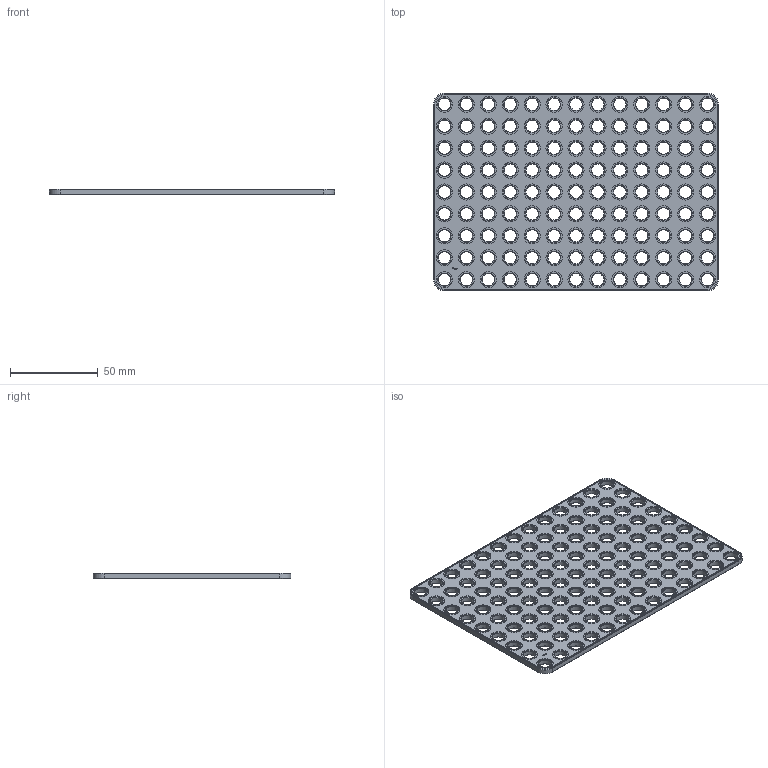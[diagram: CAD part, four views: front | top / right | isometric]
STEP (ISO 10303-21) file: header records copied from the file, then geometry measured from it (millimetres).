
FILE_DESCRIPTION(('FreeCAD Model'),'2;1');
FILE_NAME('Open CASCADE Shape Model','2024-10-08T18:39:00',(''),(''), 'Open CASCADE STEP processor 7.7','FreeCAD','Unknown');
FILE_SCHEMA(('AUTOMOTIVE_DESIGN { 1 0 10303 214 1 1 1 1 }'));
Length unit declared in the file: millimetre
Products named in the file (1): Plate RCT CRNR BU13x09x00.25 - SPN-PLT-0147 (stemfie.org)
Bounding box: 162.5 x 112.5 x 3.12 mm (x, y, z)
Volume: 40658.4 mm3; surface area: 36933.2 mm2
Topology: 1 solids, 1 shells, 1030 faces, 2387 edges, 1508 vertices
Faces by surface type: plane 456, cylinder 242, cone 242, extrusion 90
Full cylindrical faces by diameter (mm): 7 x117, 9.2 x117
Entity records: 29859 total; most frequent: CARTESIAN_POINT 5658, DIRECTION 4905, ORIENTED_EDGE 4774, EDGE_CURVE 2387, AXIS2_PLACEMENT_3D 1667, VECTOR 1571, VERTEX_POINT 1508, LINE 1481
